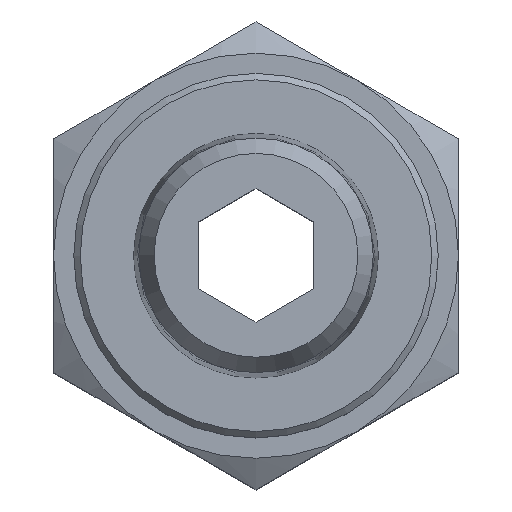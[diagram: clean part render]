
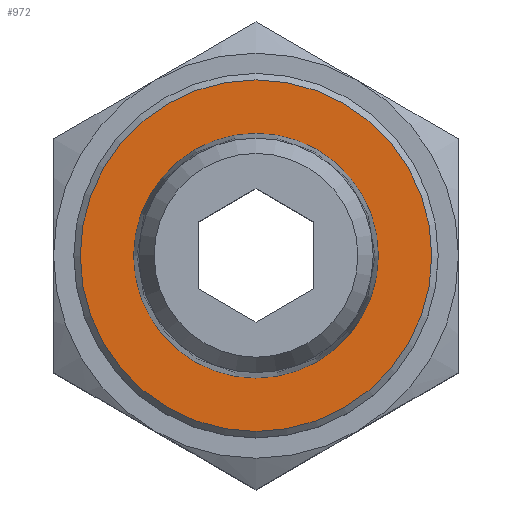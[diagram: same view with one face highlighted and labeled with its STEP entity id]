
A CAD part, top view. The second image highlights one B-rep face of the part: STEP entity #972.
In plain terms, the highlighted planar face has unit normal (0, 0, 1).
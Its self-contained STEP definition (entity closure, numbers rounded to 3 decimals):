
#79=PLANE('',#1046);
#118=CIRCLE('',#1045,6.714);
#119=CIRCLE('',#1047,9.646);
#226=ORIENTED_EDGE('',*,*,#349,.F.);
#227=ORIENTED_EDGE('',*,*,#350,.T.);
#349=EDGE_CURVE('',#418,#418,#118,.T.);
#350=EDGE_CURVE('',#419,#419,#119,.T.);
#418=VERTEX_POINT('',#1466);
#419=VERTEX_POINT('',#1469);
#498=EDGE_LOOP('',(#226));
#499=EDGE_LOOP('',(#227));
#568=FACE_BOUND('',#498,.T.);
#569=FACE_BOUND('',#499,.T.);
#972=ADVANCED_FACE('',(#568,#569),#79,.F.);
#1045=AXIS2_PLACEMENT_3D('',#1465,#1188,#1189);
#1046=AXIS2_PLACEMENT_3D('',#1467,#1190,#1191);
#1047=AXIS2_PLACEMENT_3D('',#1468,#1192,#1193);
#1188=DIRECTION('',(0.,0.,1.));
#1189=DIRECTION('',(1.,0.,0.));
#1190=DIRECTION('',(0.,0.,-1.));
#1191=DIRECTION('',(-1.,0.,0.));
#1192=DIRECTION('',(0.,0.,1.));
#1193=DIRECTION('',(1.,0.,0.));
#1465=CARTESIAN_POINT('',(0.,0.,24.8));
#1466=CARTESIAN_POINT('',(6.714,0.,24.8));
#1467=CARTESIAN_POINT('',(9.646,0.,24.8));
#1468=CARTESIAN_POINT('',(0.,0.,24.8));
#1469=CARTESIAN_POINT('',(9.646,0.,24.8));
